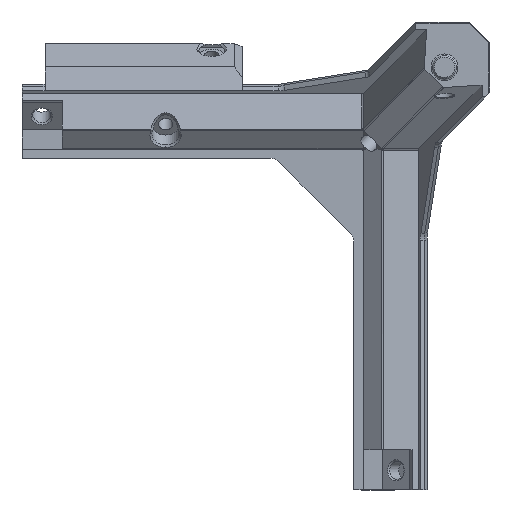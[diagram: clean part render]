
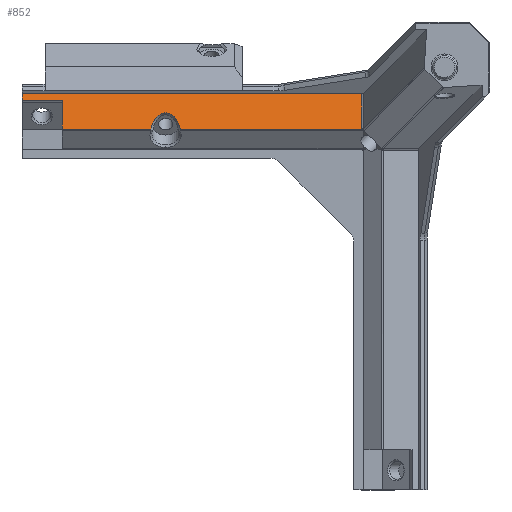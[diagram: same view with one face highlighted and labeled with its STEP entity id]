
A CAD part, top view. The second image highlights one B-rep face of the part: STEP entity #852.
In plain terms, the highlighted planar face has unit normal (0, 0.249, 0.968).
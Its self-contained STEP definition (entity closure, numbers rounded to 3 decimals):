
#771=CARTESIAN_POINT('',(71.826,-468.604,-175.527));
#772=DIRECTION('',(-0.,0.249,0.968));
#773=DIRECTION('',(0.,-0.968,0.249));
#774=AXIS2_PLACEMENT_3D('',#771,#772,#773);
#775=PLANE('',#774);
#776=CARTESIAN_POINT('',(82.026,-475.689,-173.703));
#777=VERTEX_POINT('',#776);
#778=CARTESIAN_POINT('',(104.567,-475.689,-173.703));
#779=VERTEX_POINT('',#778);
#780=CARTESIAN_POINT('',(82.026,-475.689,-173.703));
#781=DIRECTION('',(1.,0.,0.));
#782=VECTOR('',#781,22.541);
#783=LINE('',#780,#782);
#784=EDGE_CURVE('',#777,#779,#783,.T.);
#785=ORIENTED_EDGE('',*,*,#784,.T.);
#786=CARTESIAN_POINT('',(112.108,-475.784,-173.679));
#787=VERTEX_POINT('',#786);
#788=CARTESIAN_POINT('',(104.567,-475.689,-173.703));
#789=CARTESIAN_POINT('',(105.005,-473.795,-174.191));
#790=CARTESIAN_POINT('',(106.045,-472.656,-174.484));
#791=CARTESIAN_POINT('',(106.551,-472.103,-174.626));
#792=CARTESIAN_POINT('',(107.147,-471.811,-174.701));
#793=CARTESIAN_POINT('',(107.744,-471.519,-174.777));
#794=CARTESIAN_POINT('',(108.359,-471.526,-174.775));
#795=CARTESIAN_POINT('',(108.973,-471.534,-174.773));
#796=CARTESIAN_POINT('',(109.568,-471.841,-174.694));
#797=CARTESIAN_POINT('',(110.159,-472.147,-174.615));
#798=CARTESIAN_POINT('',(110.661,-472.714,-174.469));
#799=CARTESIAN_POINT('',(111.69,-473.879,-174.169));
#800=CARTESIAN_POINT('',(112.108,-475.784,-173.679));
#801=B_SPLINE_CURVE_WITH_KNOTS('',2,(#788,#789,#790,#791,#792,#793,#794,#795,#796,#797,#798,#799,#800),.UNSPECIFIED.,.F.,.F.,(3,2,2,2,2,2,3),(0.,0.25,0.375,0.5,0.625,0.75,1.),.UNSPECIFIED.);
#802=EDGE_CURVE('',#779,#787,#801,.T.);
#803=ORIENTED_EDGE('',*,*,#802,.T.);
#804=CARTESIAN_POINT('',(158.216,-475.784,-173.679));
#805=VERTEX_POINT('',#804);
#806=CARTESIAN_POINT('',(112.108,-475.784,-173.679));
#807=DIRECTION('',(1.,0.,0.));
#808=VECTOR('',#807,46.108);
#809=LINE('',#806,#808);
#810=EDGE_CURVE('',#787,#805,#809,.T.);
#811=ORIENTED_EDGE('',*,*,#810,.T.);
#812=CARTESIAN_POINT('',(158.216,-466.667,-176.025));
#813=VERTEX_POINT('',#812);
#814=CARTESIAN_POINT('',(158.216,-475.784,-173.679));
#815=DIRECTION('',(-0.,0.968,-0.249));
#816=VECTOR('',#815,9.414);
#817=LINE('',#814,#816);
#818=EDGE_CURVE('',#805,#813,#817,.T.);
#819=ORIENTED_EDGE('',*,*,#818,.T.);
#820=CARTESIAN_POINT('',(71.826,-466.667,-176.025));
#821=VERTEX_POINT('',#820);
#822=CARTESIAN_POINT('',(71.826,-466.667,-176.025));
#823=DIRECTION('',(1.,0.,0.));
#824=VECTOR('',#823,86.39);
#825=LINE('',#822,#824);
#826=EDGE_CURVE('NONE',#821,#813,#825,.T.);
#827=ORIENTED_EDGE('',*,*,#826,.F.);
#828=CARTESIAN_POINT('',(71.826,-468.313,-175.602));
#829=VERTEX_POINT('',#828);
#830=CARTESIAN_POINT('',(71.826,-466.667,-176.025));
#831=DIRECTION('',(0.,-0.968,0.249));
#832=VECTOR('',#831,1.7);
#833=LINE('',#830,#832);
#834=EDGE_CURVE('NONE',#821,#829,#833,.T.);
#835=ORIENTED_EDGE('',*,*,#834,.T.);
#836=CARTESIAN_POINT('',(82.026,-468.313,-175.602));
#837=VERTEX_POINT('',#836);
#838=CARTESIAN_POINT('',(71.826,-468.313,-175.602));
#839=DIRECTION('',(1.,0.,0.));
#840=VECTOR('',#839,10.2);
#841=LINE('',#838,#840);
#842=EDGE_CURVE('NONE',#829,#837,#841,.T.);
#843=ORIENTED_EDGE('',*,*,#842,.T.);
#844=CARTESIAN_POINT('',(82.026,-468.313,-175.602));
#845=DIRECTION('',(0.,-0.968,0.249));
#846=VECTOR('',#845,7.616);
#847=LINE('',#844,#846);
#848=EDGE_CURVE('NONE',#837,#777,#847,.T.);
#849=ORIENTED_EDGE('',*,*,#848,.T.);
#850=EDGE_LOOP('',(#785,#803,#811,#819,#827,#835,#843,#849));
#851=FACE_BOUND('',#850,.T.);
#852=ADVANCED_FACE('',(#851),#775,.T.);
